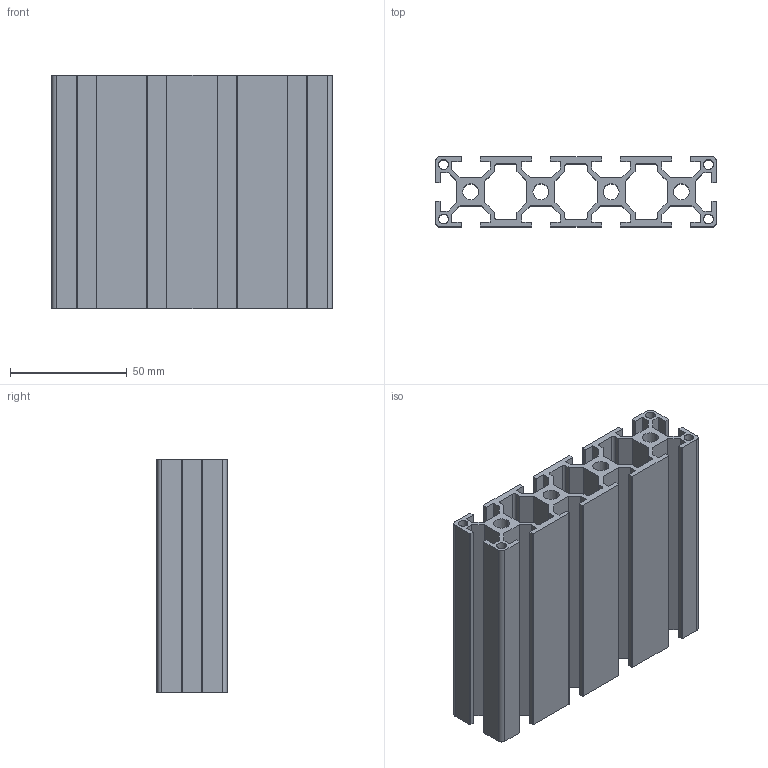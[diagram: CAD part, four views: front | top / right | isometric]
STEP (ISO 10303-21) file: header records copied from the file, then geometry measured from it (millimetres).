
FILE_DESCRIPTION (( 'STEP AP203' ), '1' );
FILE_NAME ('JL-8-30120E.STEP', '2019-07-24T02:38:36', ( 'User' ), ( 'China' ), 'SwSTEP 2.0', 'SolidWorks 2015', '' );
FILE_SCHEMA (( 'CONFIG_CONTROL_DESIGN' ));
Length unit declared in the file: millimetre
Products named in the file (1): JL-8-30120E
Bounding box: 120 x 30 x 100 mm (x, y, z)
Volume: 119104.4 mm3; surface area: 98055.7 mm2
Topology: 1 solids, 1 shells, 348 faces, 1011 edges, 674 vertices
Faces by surface type: plane 268, cylinder 52, bspline 28
Entity records: 12372 total; most frequent: CARTESIAN_POINT 3142, ORIENTED_EDGE 2022, DIRECTION 1701, EDGE_CURVE 1011, LINE 851, VECTOR 851, VERTEX_POINT 674, AXIS2_PLACEMENT_3D 425
